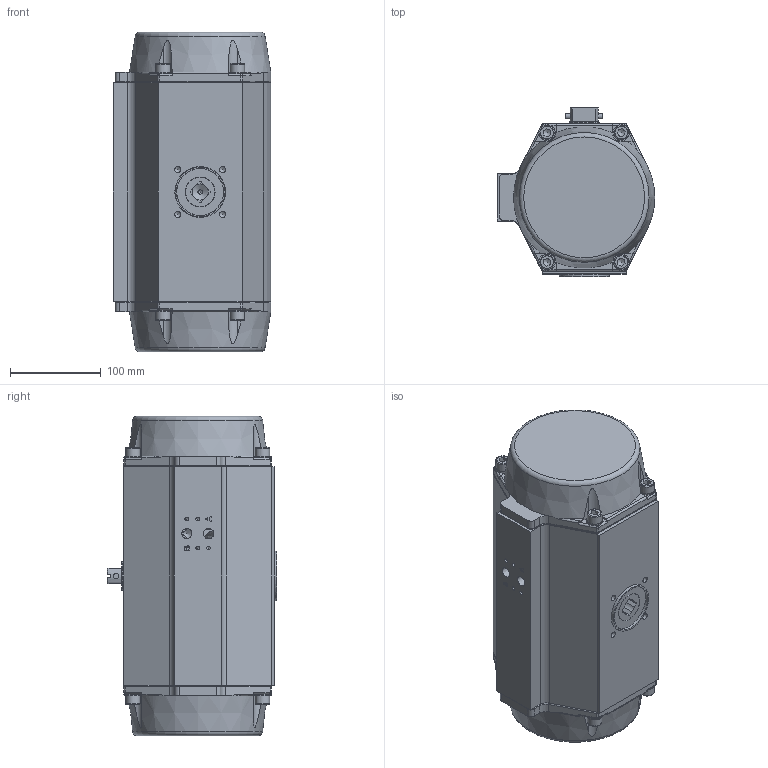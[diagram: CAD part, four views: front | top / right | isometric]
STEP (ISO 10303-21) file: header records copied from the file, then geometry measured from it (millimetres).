
FILE_DESCRIPTION((''),'2;1');
FILE_NAME('RD5090007000000.stp','2011-10-31T11:38:48',('ggavali'),(''),'Autodesk Inventor 2008','Autodesk Inventor 2008','');
FILE_SCHEMA(('AUTOMOTIVE_DESIGN { 1 0 10303 214 1 1 1 1 }'));
Length unit declared in the file: millimetre
Products named in the file (28): RD5090007000000; RG1E0A3AC000G0; PBLAG309007ZR1; PBLAG309007ZR0; MBLAG309007ZR0; 7460053-01; 7460074-01; 7250190-01; 611110055; 63216062; 63214048; 63216034; 61111070; 7250208-01; 7460077-07; RW1E0A5ACV17G0; PBKOD5090000; MBKOD5090000; RK1E0A5A; 625170102; 632113130; 625170441; PBDEK5090000; RD2E0A5A0000R0; 60599621; 61636106; 63212153; 7180001
Assembly tree (37 placements, depth 5):
  RD5090007000000
    RG1E0A3AC000G0
    PBLAG309007ZR1
      PBLAG309007ZR0
        MBLAG309007ZR0
          7460053-01
          7460074-01
          7250190-01
          611110055
          63216062
          63214048
          63216034  x2
        61111070
        7250208-01
      7460077-07
    RW1E0A5ACV17G0
    PBKOD5090000  x2
      MBKOD5090000
        RK1E0A5A
        625170102
        632113130
      625170441
    PBDEK5090000  x2
      RD2E0A5A0000R0
      60599621
      61636106
      63212153
    7180001  x2
Bounding box: 174 x 187.5 x 352.7 mm (x, y, z)
Volume: 3693557.9 mm3; surface area: 867579.3 mm2
Topology: 43 solids, 43 shells, 1627 faces, 4026 edges, 2532 vertices
Faces by surface type: cylinder 637, plane 582, bspline 274, torus 74, cone 60
Full cylindrical faces by diameter (mm): 2.5 x2, 3 x2, 6.1 x2, 7.5 x1, 10 x8, 10.5 x8, 16 x8, 18 x8, 22.4 x1, 30 x14, 33 x8, 40 x1, 40.4 x3, 43 x2, 50.2 x2, 51.6 x1, 52 x2, 55 x7, 63.7 x2, 65 x1, 67 x1, 70 x6, 85 x1, 132.7 x4, 133 x2, 139 x4, 141.7 x6, 142 x5
Entity records: 41114 total; most frequent: CARTESIAN_POINT 18696, DIRECTION 4572, ORIENTED_EDGE 4288, EDGE_CURVE 2144, AXIS2_PLACEMENT_3D 1815, VERTEX_POINT 1469, EDGE_LOOP 1249, FACE_OUTER_BOUND 953
